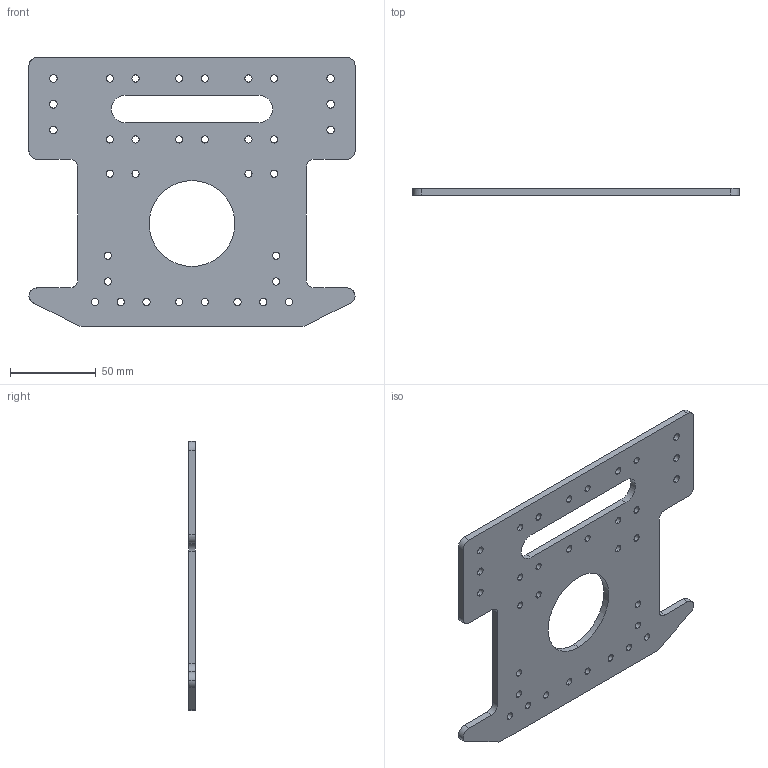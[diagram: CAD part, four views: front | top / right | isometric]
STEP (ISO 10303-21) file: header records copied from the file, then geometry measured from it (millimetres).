
FILE_DESCRIPTION (( 'STEP AP214' ), '1' );
FILE_NAME ('top_plate.STEP', '2023-07-06T23:48:53', ( '' ), ( '' ), 'SwSTEP 2.0', 'SolidWorks 2021', '' );
FILE_SCHEMA (( 'AUTOMOTIVE_DESIGN' ));
Length unit declared in the file: millimetre
Products named in the file (1): top_plate
Bounding box: 190 x 4 x 156.75 mm (x, y, z)
Volume: 84589.7 mm3; surface area: 48612.3 mm2
Topology: 1 solids, 1 shells, 102 faces, 300 edges, 200 vertices
Faces by surface type: cylinder 72, plane 16, bspline 14
Entity records: 4014 total; most frequent: CARTESIAN_POINT 1137, ORIENTED_EDGE 600, DIRECTION 570, EDGE_CURVE 300, AXIS2_PLACEMENT_3D 233, VERTEX_POINT 200, EDGE_LOOP 174, CIRCLE 144
